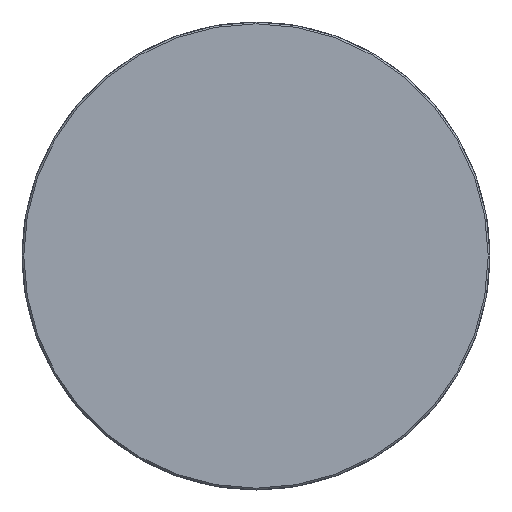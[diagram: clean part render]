
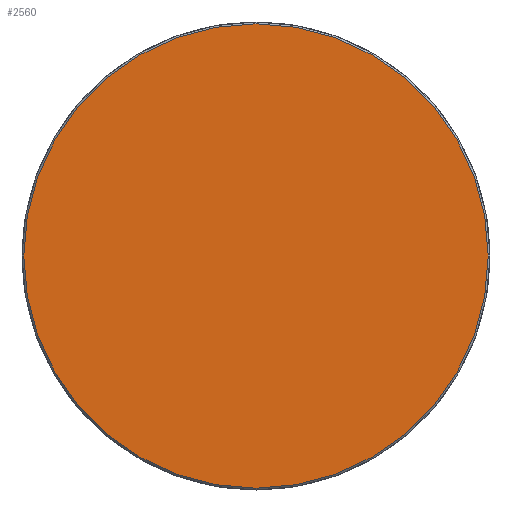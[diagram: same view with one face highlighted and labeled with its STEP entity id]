
A CAD part, left-side view. The second image highlights one B-rep face of the part: STEP entity #2560.
In plain terms, the highlighted planar face has unit normal (-1, 0, 0).
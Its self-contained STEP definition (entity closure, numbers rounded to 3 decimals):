
#23 = DIRECTION ( 'NONE',  ( 0., 0., -1. ) ) ;
#311 = DIRECTION ( 'NONE',  ( 0., 1., 0. ) ) ;
#572 = CARTESIAN_POINT ( 'NONE',  ( -271.15, 0., 0. ) ) ;
#926 = CARTESIAN_POINT ( 'NONE',  ( -271.15, 0., 0. ) ) ;
#1077 = ORIENTED_EDGE ( 'NONE', *, *, #2070, .T. ) ;
#1199 = DIRECTION ( 'NONE',  ( 0., 1., 0. ) ) ;
#1297 = VERTEX_POINT ( 'NONE', #3037 ) ;
#1455 = AXIS2_PLACEMENT_3D ( 'NONE', #572, #2102, #311 ) ;
#1567 = VERTEX_POINT ( 'NONE', #3203 ) ;
#1575 = DIRECTION ( 'NONE',  ( 1., 0., 0. ) ) ;
#1594 = CARTESIAN_POINT ( 'NONE',  ( -271.15, -130.548, 130.548 ) ) ;
#1643 = AXIS2_PLACEMENT_3D ( 'NONE', #1594, #1575, #23 ) ;
#1886 = FACE_OUTER_BOUND ( 'NONE', #3132, .T. ) ;
#2070 = EDGE_CURVE ( 'NONE', #1567, #1297, #2080, .T. ) ;
#2080 = CIRCLE ( 'NONE', #2792, 129. ) ;
#2102 = DIRECTION ( 'NONE',  ( -1., 0., 0. ) ) ;
#2199 = DIRECTION ( 'NONE',  ( -1., 0., 0. ) ) ;
#2228 = ORIENTED_EDGE ( 'NONE', *, *, #2874, .T. ) ;
#2560 = ADVANCED_FACE ( 'NONE', ( #1886 ), #3163, .F. ) ;
#2792 = AXIS2_PLACEMENT_3D ( 'NONE', #926, #2199, #1199 ) ;
#2874 = EDGE_CURVE ( 'NONE', #1297, #1567, #2998, .T. ) ;
#2998 = CIRCLE ( 'NONE', #1455, 129. ) ;
#3037 = CARTESIAN_POINT ( 'NONE',  ( -271.15, 129., 0. ) ) ;
#3132 = EDGE_LOOP ( 'NONE', ( #2228, #1077 ) ) ;
#3163 = PLANE ( 'NONE',  #1643 ) ;
#3203 = CARTESIAN_POINT ( 'NONE',  ( -271.15, -129., 0. ) ) ;
